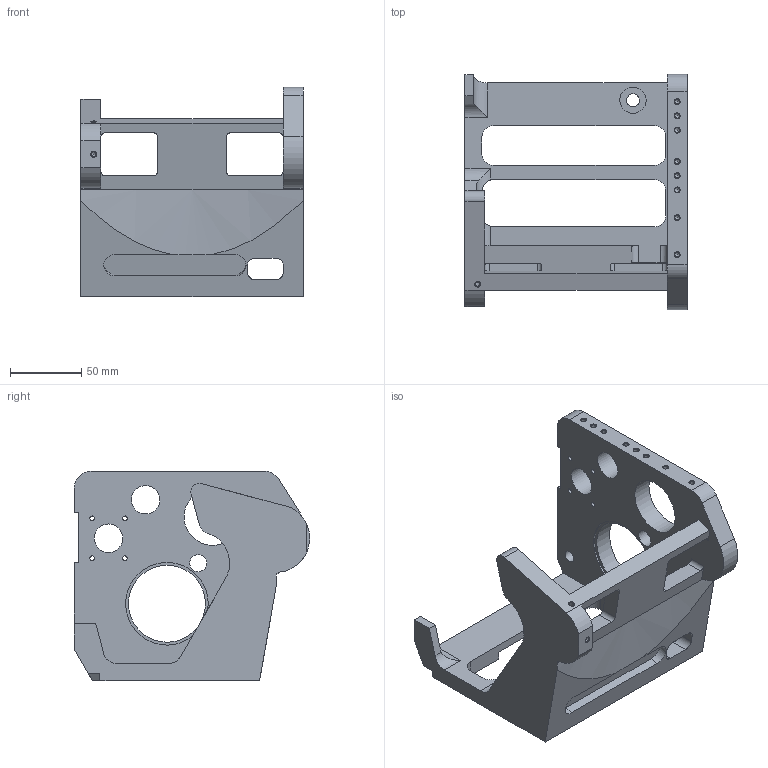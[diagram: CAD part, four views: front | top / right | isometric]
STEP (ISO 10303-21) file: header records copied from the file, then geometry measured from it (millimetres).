
FILE_DESCRIPTION(/* description */ (''),/* implementation_level */ '2;1');
FILE_NAME(/* name */ 'var9.stp',/* time_stamp */ '2019-04-29T11:00:23+03:00',/* author */ ('igoro'),/* organization */ (''),/* preprocessor_version */ 'ST-DEVELOPER v17',/* originating_system */ 'Autodesk Inventor 2019',/* authorisation */ '');
FILE_SCHEMA (('AUTOMOTIVE_DESIGN { 1 0 10303 214 3 1 1 }'));
Length unit declared in the file: millimetre
Products named in the file (1): Part1
Bounding box: 156 x 165.17 x 147 mm (x, y, z)
Volume: 518486.7 mm3; surface area: 124826.5 mm2
Topology: 1 solids, 1 shells, 159 faces, 525 edges, 363 vertices
Faces by surface type: cylinder 67, plane 60, cone 32
Full cylindrical faces by diameter (mm): 2.459 x3, 3.242 x14, 8.5 x2, 9 x1, 12 x1, 18.5 x1, 20 x2, 40 x1, 54 x1, 58 x1
Entity records: 5962 total; most frequent: DIRECTION 1058, CARTESIAN_POINT 1053, ORIENTED_EDGE 1024, EDGE_CURVE 512, AXIS2_PLACEMENT_3D 388, VERTEX_POINT 363, LINE 282, VECTOR 282
